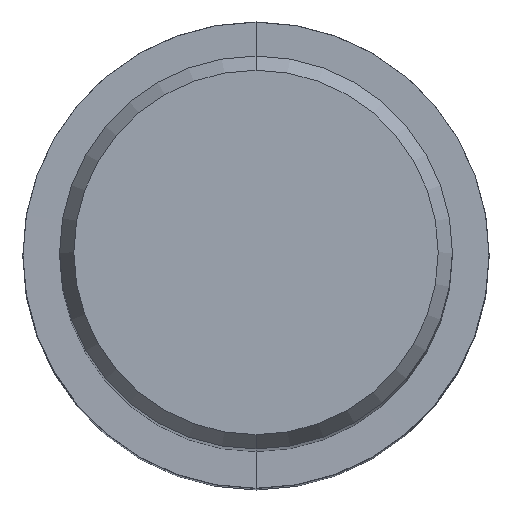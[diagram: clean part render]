
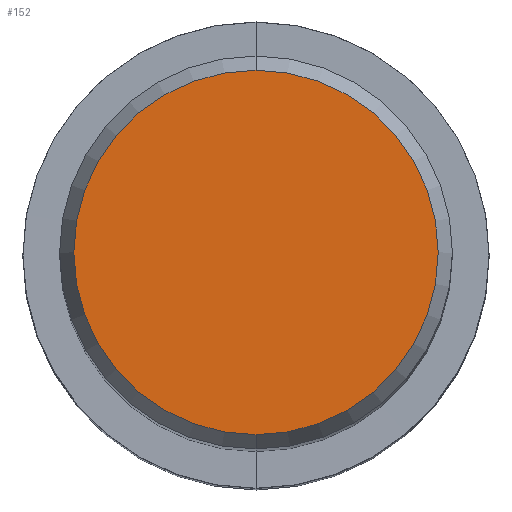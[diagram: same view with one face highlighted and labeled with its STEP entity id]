
A CAD part, top view. The second image highlights one B-rep face of the part: STEP entity #152.
In plain terms, the highlighted planar face has unit normal (0, 0, 1).
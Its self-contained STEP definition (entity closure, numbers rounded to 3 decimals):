
#100=VERTEX_POINT('',#215);
#106=EDGE_CURVE('',#148,#100,#221,.T.);
#108=EDGE_CURVE('',#100,#148,#223,.T.);
#148=VERTEX_POINT('',#268);
#152=ADVANCED_FACE('',(#272),#273,.T.);
#215=CARTESIAN_POINT('',(0.,-5.892,0.01));
#221=CIRCLE('',#347,5.892);
#223=CIRCLE('',#350,5.892);
#268=CARTESIAN_POINT('',(0.0,5.892,0.01));
#272=FACE_OUTER_BOUND('',#414,.T.);
#273=PLANE('',#415);
#347=AXIS2_PLACEMENT_3D('',#470,#471,#472);
#350=AXIS2_PLACEMENT_3D('',#473,#474,#475);
#414=EDGE_LOOP('',(#530,#531));
#415=AXIS2_PLACEMENT_3D('',#532,#533,#534);
#470=CARTESIAN_POINT('',(0.0,0.0,0.01));
#471=DIRECTION('',(0.0,0.0,-1.0));
#472=DIRECTION('',(0.0,1.0,0.0));
#473=CARTESIAN_POINT('',(0.0,0.0,0.01));
#474=DIRECTION('',(0.0,0.0,-1.0));
#475=DIRECTION('',(0.0,1.0,0.0));
#530=ORIENTED_EDGE('',*,*,#106,.F.);
#531=ORIENTED_EDGE('',*,*,#108,.F.);
#532=CARTESIAN_POINT('',(0.0,2.946,0.01));
#533=DIRECTION('',(-0.0,0.0,1.0));
#534=DIRECTION('',(0.0,-1.0,0.0));
